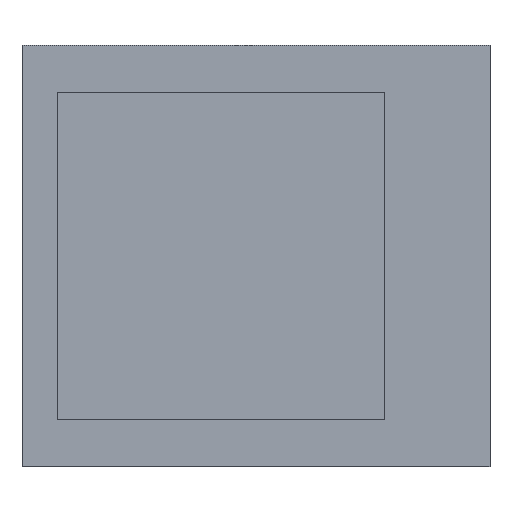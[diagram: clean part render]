
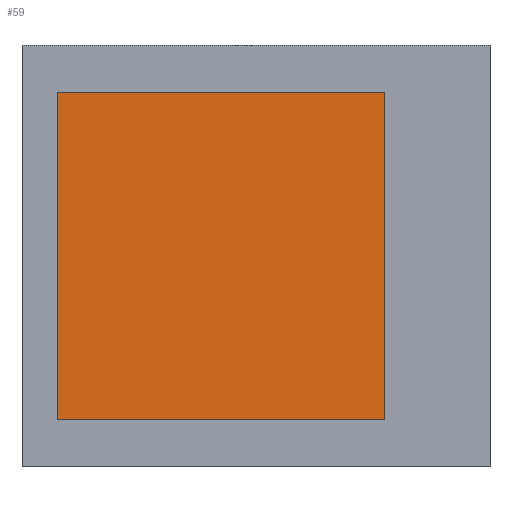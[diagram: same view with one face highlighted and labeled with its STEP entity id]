
A CAD part, top view. The second image highlights one B-rep face of the part: STEP entity #59.
In plain terms, the highlighted planar face has unit normal (0, 0, 1).
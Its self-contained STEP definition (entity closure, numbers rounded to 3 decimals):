
#3 = CARTESIAN_POINT ( 'NONE',  ( -0.85, -0.7, 0.6 ) ) ;
#10 = VECTOR ( 'NONE', #158, 1000. ) ;
#19 = EDGE_CURVE ( 'NONE', #155, #318, #317, .T. ) ;
#30 = VERTEX_POINT ( 'NONE', #96 ) ;
#31 = LINE ( 'NONE', #35, #130 ) ;
#35 = CARTESIAN_POINT ( 'NONE',  ( -0.85, 0.7, 0.6 ) ) ;
#43 = ORIENTED_EDGE ( 'NONE', *, *, #348, .T. ) ;
#59 = ADVANCED_FACE ( 'NONE', ( #210 ), #292, .T. ) ;
#96 = CARTESIAN_POINT ( 'NONE',  ( -0.85, 0.7, 0.6 ) ) ;
#113 = ORIENTED_EDGE ( 'NONE', *, *, #458, .T. ) ;
#130 = VECTOR ( 'NONE', #300, 1000. ) ;
#133 = DIRECTION ( 'NONE',  ( 0., 0., 1. ) ) ;
#155 = VERTEX_POINT ( 'NONE', #257 ) ;
#158 = DIRECTION ( 'NONE',  ( 0., -1., 0. ) ) ;
#210 = FACE_OUTER_BOUND ( 'NONE', #339, .T. ) ;
#245 = CARTESIAN_POINT ( 'NONE',  ( 0., 0., 0.6 ) ) ;
#250 = DIRECTION ( 'NONE',  ( 1., 0., 0. ) ) ;
#257 = CARTESIAN_POINT ( 'NONE',  ( 0.55, -0.7, 0.6 ) ) ;
#262 = ORIENTED_EDGE ( 'NONE', *, *, #416, .T. ) ;
#266 = CARTESIAN_POINT ( 'NONE',  ( -0.85, -0.7, 0.6 ) ) ;
#277 = DIRECTION ( 'NONE',  ( 0., 1., 0. ) ) ;
#292 = PLANE ( 'NONE',  #321 ) ;
#300 = DIRECTION ( 'NONE',  ( -1., 0., 0. ) ) ;
#302 = DIRECTION ( 'NONE',  ( 1., 0., 0. ) ) ;
#307 = LINE ( 'NONE', #266, #502 ) ;
#317 = LINE ( 'NONE', #472, #447 ) ;
#318 = VERTEX_POINT ( 'NONE', #500 ) ;
#321 = AXIS2_PLACEMENT_3D ( 'NONE', #245, #133, #250 ) ;
#322 = CARTESIAN_POINT ( 'NONE',  ( -0.85, 0.7, 0.6 ) ) ;
#339 = EDGE_LOOP ( 'NONE', ( #43, #440, #262, #113 ) ) ;
#348 = EDGE_CURVE ( 'NONE', #475, #155, #307, .T. ) ;
#416 = EDGE_CURVE ( 'NONE', #318, #30, #31, .T. ) ;
#440 = ORIENTED_EDGE ( 'NONE', *, *, #19, .T. ) ;
#447 = VECTOR ( 'NONE', #277, 1000. ) ;
#458 = EDGE_CURVE ( 'NONE', #30, #475, #476, .T. ) ;
#472 = CARTESIAN_POINT ( 'NONE',  ( 0.55, 0.7, 0.6 ) ) ;
#475 = VERTEX_POINT ( 'NONE', #3 ) ;
#476 = LINE ( 'NONE', #322, #10 ) ;
#500 = CARTESIAN_POINT ( 'NONE',  ( 0.55, 0.7, 0.6 ) ) ;
#502 = VECTOR ( 'NONE', #302, 1000. ) ;
